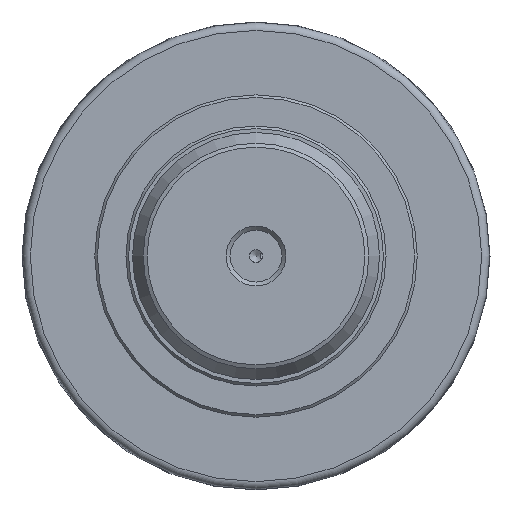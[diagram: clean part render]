
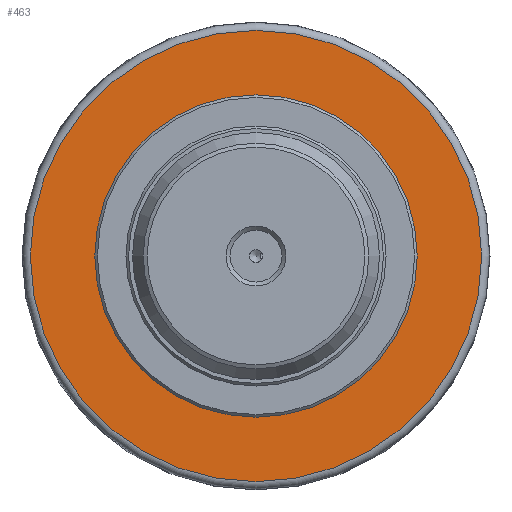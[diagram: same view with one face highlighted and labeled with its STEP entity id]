
A CAD part, left-side view. The second image highlights one B-rep face of the part: STEP entity #463.
In plain terms, the highlighted planar face has unit normal (-1, 0, 0).
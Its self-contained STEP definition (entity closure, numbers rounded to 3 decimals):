
#79=FACE_BOUND('',#141,.T.);
#107=FACE_OUTER_BOUND('',#140,.T.);
#140=EDGE_LOOP('',(#424,#425));
#141=EDGE_LOOP('',(#426));
#160=CIRCLE('',#512,61.05);
#171=CIRCLE('',#535,86.78);
#172=CIRCLE('',#536,86.78);
#201=VERTEX_POINT('',#758);
#220=VERTEX_POINT('',#923);
#221=VERTEX_POINT('',#925);
#253=EDGE_CURVE('',#201,#201,#160,.T.);
#282=EDGE_CURVE('',#220,#221,#171,.T.);
#283=EDGE_CURVE('',#221,#220,#172,.T.);
#424=ORIENTED_EDGE('',*,*,#283,.F.);
#425=ORIENTED_EDGE('',*,*,#282,.F.);
#426=ORIENTED_EDGE('',*,*,#253,.F.);
#435=PLANE('',#551);
#463=ADVANCED_FACE('',(#107,#79),#435,.T.);
#512=AXIS2_PLACEMENT_3D('',#759,#616,#617);
#535=AXIS2_PLACEMENT_3D('',#926,#670,#671);
#536=AXIS2_PLACEMENT_3D('',#927,#672,#673);
#551=AXIS2_PLACEMENT_3D('',#977,#703,#704);
#616=DIRECTION('center_axis',(-1.,0.,0.));
#617=DIRECTION('ref_axis',(0.,1.,0.));
#670=DIRECTION('center_axis',(1.,0.,0.));
#671=DIRECTION('ref_axis',(0.,1.,0.));
#672=DIRECTION('center_axis',(1.,0.,0.));
#673=DIRECTION('ref_axis',(0.,1.,0.));
#703=DIRECTION('center_axis',(-1.,0.,0.));
#704=DIRECTION('ref_axis',(0.,0.,-1.));
#758=CARTESIAN_POINT('',(31.85,-61.05,0.));
#759=CARTESIAN_POINT('Origin',(31.85,0.,0.));
#923=CARTESIAN_POINT('',(31.85,0.,-86.78));
#925=CARTESIAN_POINT('',(31.85,-86.78,0.));
#926=CARTESIAN_POINT('Origin',(31.85,0.,0.));
#927=CARTESIAN_POINT('Origin',(31.85,0.,0.));
#977=CARTESIAN_POINT('Origin',(31.85,-79.363,0.));
